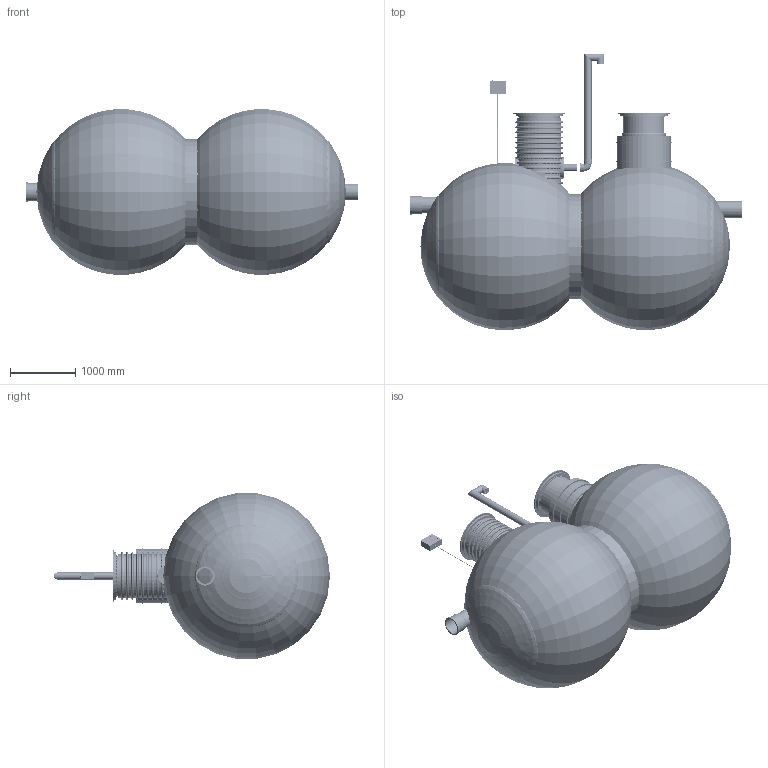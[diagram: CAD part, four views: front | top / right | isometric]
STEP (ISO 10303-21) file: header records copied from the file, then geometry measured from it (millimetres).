
FILE_DESCRIPTION(/* description */ ('Unknown'),/* implementation_level */ '2;1');
FILE_NAME(/* name */ 'EC 1.klassi õlieraldaja NS30',/* time_stamp */ '2023-04-13T13:51:10+03:00',/* author */ ('Unknown'),/* organization */ ('Unknown'),/* preprocessor_version */ 'ST-DEVELOPER v18.1',/* originating_system */ 'Solid Edge',/* authorisation */ 'Unknown');
FILE_SCHEMA (('AUTOMOTIVE_DESIGN { 1 0 10303 214 3 1 1 }','AUTOMOTIVE_DESIGN {1 0 10303 214 3 1 1}'));
Length unit declared in the file: millimetre
Products named in the file (68): EC 1.klass NS30; Kestakoost_EC NS30; SilinderD1600_EC NS30; Ots1_D1600_2500.113; Ots2 D1600_2500.112; VaheseinD1600_2641.114; PVC_polv_250; Sisendtoru_2500.106; D665 KP silinder 26.04.19; Valjundtoru_2500.109; PVC_polv_200; PVC Kaksikmuhv d250; PE yleminek_250-200; PVC kolmik D200_D200x88,5kraadi; D800 KP silinder 9.12.19; kasnfilterkoost EC NS40; PVC Kaksikmuhv d200; RoundTubing 110x6.6_oa_0; Filtri ja klapi osa_var3; vork ASIS304_D220 klapi ymber_var3; 2729.000 D220 ujuk rotost; RoundTubing 21.3x1.5_oa_1; filtermaterjal olikale NS6 estris_var3; 2730 põlv D200 rotost ja ujuk D220 koos filtiosaga_var3; 2730.000 P鯷v D200 eraldajatele rotost; juhtvarraste ylemine tugi_var3; Mutter_M8_a2; Juhtvarras_var3; Seib M8 a2; Polt_M8x30_A2; NS6 juhik varrastega_var3; PE plaat polve peale_var3; RoundTubing 200x7.7_oa_2; kasnfilterkoost EC NS30_mir; Filtri ja klapi osa_var3_mir; vork ASIS304_D220 klapi ymber_var3_mir; RoundTubing 21.3x1.5; RoundTubing 110x6.6; RoundTubing 200x7.7_oa_3; RoundTubing 110x6.6_oa_4 ...
Assembly tree (109 placements, depth 6):
  EC 1.klass NS30
    Kestakoost_EC NS30
      SilinderD1600_EC NS30
      Ots1_D1600_2500.113
      Ots2 D1600_2500.112
      VaheseinD1600_2641.114
      PVC_polv_250
      Sisendtoru_2500.106
      D665 KP silinder 26.04.19
      Valjundtoru_2500.109
      PVC_polv_200  x2
      PVC Kaksikmuhv d250  x2
      PE yleminek_250-200
      PVC kolmik D200_D200x88,5kraadi
      D800 KP silinder 9.12.19
      kasnfilterkoost EC NS40
        PVC Kaksikmuhv d200
        RoundTubing 110x6.6_oa_0
        Filtri ja klapi osa_var3
          vork ASIS304_D220 klapi ymber_var3
          2729.000 D220 ujuk rotost
          RoundTubing 21.3x1.5_oa_1
          filtermaterjal olikale NS6 estris_var3
        2730 põlv D200 rotost ja ujuk D220 koos filtiosaga_var3
          2730.000 P鯷v D200 eraldajatele rotost
          juhtvarraste ylemine tugi_var3
          Mutter_M8_a2  x12
          Juhtvarras_var3  x4
          Seib M8 a2  x12
          Polt_M8x30_A2  x4
          NS6 juhik varrastega_var3
            PE plaat polve peale_var3
      PVC Kaksikmuhv d200  x2
      RoundTubing 200x7.7_oa_2
      kasnfilterkoost EC NS30_mir
        PVC Kaksikmuhv d200
        Filtri ja klapi osa_var3_mir
          vork ASIS304_D220 klapi ymber_var3_mir
          2729.000 D220 ujuk rotost
          RoundTubing 21.3x1.5
          filtermaterjal olikale NS6 estris_var3
        2730 põlv D200 rotost ja ujuk D220 koos filtiosaga_var3
          2730.000 P鯷v D200 eraldajatele rotost
          juhtvarraste ylemine tugi_var3
          Mutter_M8_a2  x12
          Juhtvarras_var3  x4
          Seib M8 a2  x12
          Polt_M8x30_A2  x4
          NS6 juhik varrastega_var3
            PE plaat polve peale_var3
        RoundTubing 110x6.6
      RoundTubing 200x7.7_oa_3
      RoundTubing 110x6.6_oa_4
    liivamaht NS30_D1600 2500.001
    olimaht NS30_D1600 2500.002
    2693.001_var3
    2697.001 tihend teeninduskaevule 670_var2  x3
    Malmluuk_D600_(Ginmika)  x2
      Malmluugi_korpus_D600_(Ginmika)
      Malmluugi_kaan_D600_(Ginmika)
Bounding box: 5075 x 4219.04 x 2530.56 mm (x, y, z)
Volume: 35052459760.9 mm3; surface area: 226624102.5 mm2
Topology: 138 solids, 979 shells, 5272 faces, 9360 edges, 6153 vertices
Faces by surface type: cylinder 2222, bspline 1899, plane 833, torus 255, cone 51, sphere 12
Full cylindrical faces by diameter (mm): 6 x2, 6.647 x24, 6.8 x2, 8 x9, 8.4 x26, 8.5 x3, 9 x20, 10 x48, 15 x4, 16 x26, 18.3 x2, 20 x1, 20.4 x1, 21.3 x2, 25 x1, 53.6 x1, 63 x1, 96.8 x4, 100 x4, 103.2 x3, 105 x1, 110 x14, 120 x2, 130 x2, 150 x2, 160 x4, 184.6 x2, 185 x1, 190 x8, 190.4 x1
Entity records: 263365 total; most frequent: CARTESIAN_POINT 204530, ORIENTED_EDGE 10700, FACE_BOUND 8930, EDGE_LOOP 8927, EDGE_CURVE 5350, VERTEX_POINT 4948, DIRECTION 4506, B_SPLINE_CURVE_WITH_KNOTS 3985
